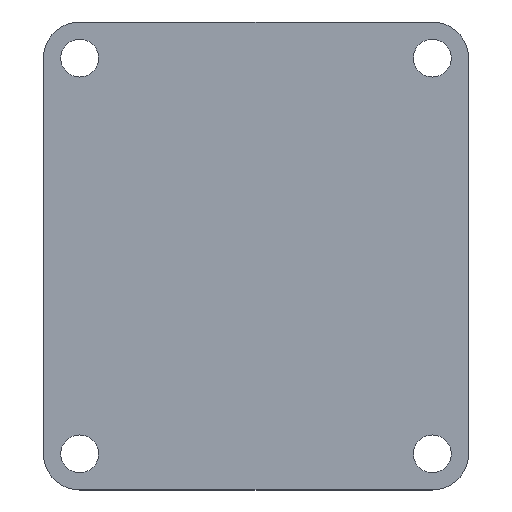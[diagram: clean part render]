
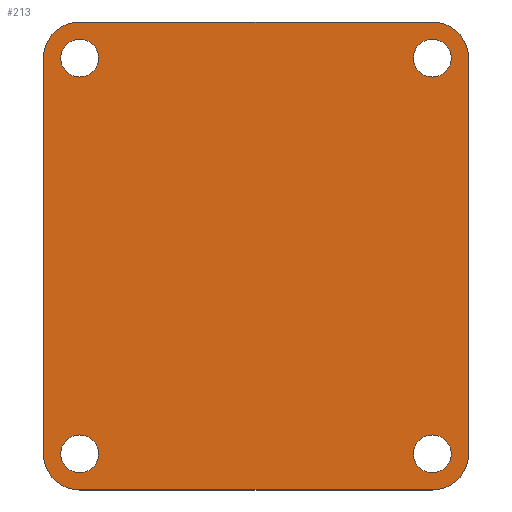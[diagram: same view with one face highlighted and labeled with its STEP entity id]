
A CAD part, top view. The second image highlights one B-rep face of the part: STEP entity #213.
In plain terms, the highlighted planar face has unit normal (0, 0, 1).
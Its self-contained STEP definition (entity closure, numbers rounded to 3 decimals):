
#32=CARTESIAN_POINT('',(-10.1,44.304,17.2));
#33=VERTEX_POINT('',#32);
#34=CARTESIAN_POINT('',(10.4,44.304,17.2));
#35=VERTEX_POINT('',#34);
#36=CARTESIAN_POINT('',(-10.1,44.304,17.2));
#37=DIRECTION('',(1.,0.,-0.));
#38=VECTOR('',#37,20.5);
#39=LINE('',#36,#38);
#40=EDGE_CURVE('',#33,#35,#39,.T.);
#67=CARTESIAN_POINT('',(0.15,32.5,17.2));
#68=DIRECTION('',(0.,0.,1.));
#69=DIRECTION('',(1.,0.,0.));
#70=AXIS2_PLACEMENT_3D('',#67,#68,#69);
#71=PLANE('',#70);
#72=CARTESIAN_POINT('',(9.3,42.204,17.2));
#73=VERTEX_POINT('',#72);
#74=CARTESIAN_POINT('',(11.5,42.204,17.2));
#75=VERTEX_POINT('',#74);
#76=CARTESIAN_POINT('',(10.4,42.204,17.2));
#77=DIRECTION('',(0.,0.,1.));
#78=DIRECTION('',(1.,0.,-0.));
#79=AXIS2_PLACEMENT_3D('',#76,#77,#78);
#80=CIRCLE('',#79,1.1);
#81=EDGE_CURVE('',#73,#75,#80,.T.);
#82=ORIENTED_EDGE('',*,*,#81,.F.);
#83=CARTESIAN_POINT('',(10.4,42.204,17.2));
#84=DIRECTION('',(0.,0.,1.));
#85=DIRECTION('',(1.,0.,-0.));
#86=AXIS2_PLACEMENT_3D('',#83,#84,#85);
#87=CIRCLE('',#86,1.1);
#88=EDGE_CURVE('',#75,#73,#87,.T.);
#89=ORIENTED_EDGE('',*,*,#88,.F.);
#90=EDGE_LOOP('',(#82,#89));
#91=FACE_BOUND('',#90,.T.);
#92=CARTESIAN_POINT('',(9.3,19.204,17.2));
#93=VERTEX_POINT('',#92);
#94=CARTESIAN_POINT('',(11.5,19.204,17.2));
#95=VERTEX_POINT('',#94);
#96=CARTESIAN_POINT('',(10.4,19.204,17.2));
#97=DIRECTION('',(0.,0.,1.));
#98=DIRECTION('',(1.,0.,-0.));
#99=AXIS2_PLACEMENT_3D('',#96,#97,#98);
#100=CIRCLE('',#99,1.1);
#101=EDGE_CURVE('',#93,#95,#100,.T.);
#102=ORIENTED_EDGE('',*,*,#101,.F.);
#103=CARTESIAN_POINT('',(10.4,19.204,17.2));
#104=DIRECTION('',(0.,0.,1.));
#105=DIRECTION('',(1.,0.,-0.));
#106=AXIS2_PLACEMENT_3D('',#103,#104,#105);
#107=CIRCLE('',#106,1.1);
#108=EDGE_CURVE('',#95,#93,#107,.T.);
#109=ORIENTED_EDGE('',*,*,#108,.F.);
#110=EDGE_LOOP('',(#102,#109));
#111=FACE_BOUND('',#110,.T.);
#112=CARTESIAN_POINT('',(-11.2,42.204,17.2));
#113=VERTEX_POINT('',#112);
#114=CARTESIAN_POINT('',(-9.,42.204,17.2));
#115=VERTEX_POINT('',#114);
#116=CARTESIAN_POINT('',(-10.1,42.204,17.2));
#117=DIRECTION('',(0.,0.,1.));
#118=DIRECTION('',(1.,0.,-0.));
#119=AXIS2_PLACEMENT_3D('',#116,#117,#118);
#120=CIRCLE('',#119,1.1);
#121=EDGE_CURVE('',#113,#115,#120,.T.);
#122=ORIENTED_EDGE('',*,*,#121,.F.);
#123=CARTESIAN_POINT('',(-10.1,42.204,17.2));
#124=DIRECTION('',(0.,0.,1.));
#125=DIRECTION('',(1.,0.,-0.));
#126=AXIS2_PLACEMENT_3D('',#123,#124,#125);
#127=CIRCLE('',#126,1.1);
#128=EDGE_CURVE('',#115,#113,#127,.T.);
#129=ORIENTED_EDGE('',*,*,#128,.F.);
#130=EDGE_LOOP('',(#122,#129));
#131=FACE_BOUND('',#130,.T.);
#132=CARTESIAN_POINT('',(-11.2,19.204,17.2));
#133=VERTEX_POINT('',#132);
#134=CARTESIAN_POINT('',(-9.,19.204,17.2));
#135=VERTEX_POINT('',#134);
#136=CARTESIAN_POINT('',(-10.1,19.204,17.2));
#137=DIRECTION('',(0.,0.,1.));
#138=DIRECTION('',(1.,0.,-0.));
#139=AXIS2_PLACEMENT_3D('',#136,#137,#138);
#140=CIRCLE('',#139,1.1);
#141=EDGE_CURVE('',#133,#135,#140,.T.);
#142=ORIENTED_EDGE('',*,*,#141,.F.);
#143=CARTESIAN_POINT('',(-10.1,19.204,17.2));
#144=DIRECTION('',(0.,0.,1.));
#145=DIRECTION('',(1.,0.,-0.));
#146=AXIS2_PLACEMENT_3D('',#143,#144,#145);
#147=CIRCLE('',#146,1.1);
#148=EDGE_CURVE('',#135,#133,#147,.T.);
#149=ORIENTED_EDGE('',*,*,#148,.F.);
#150=EDGE_LOOP('',(#142,#149));
#151=FACE_BOUND('',#150,.T.);
#152=CARTESIAN_POINT('',(-12.2,19.204,17.2));
#153=VERTEX_POINT('',#152);
#154=CARTESIAN_POINT('',(-12.2,42.204,17.2));
#155=VERTEX_POINT('',#154);
#156=CARTESIAN_POINT('',(-12.2,19.204,17.2));
#157=DIRECTION('',(0.,1.,0.));
#158=VECTOR('',#157,23.);
#159=LINE('',#156,#158);
#160=EDGE_CURVE('',#153,#155,#159,.T.);
#161=ORIENTED_EDGE('',*,*,#160,.F.);
#162=CARTESIAN_POINT('',(-10.1,17.104,17.2));
#163=VERTEX_POINT('',#162);
#164=CARTESIAN_POINT('',(-10.1,19.204,17.2));
#165=DIRECTION('',(0.,0.,1.));
#166=DIRECTION('',(1.,0.,-0.));
#167=AXIS2_PLACEMENT_3D('',#164,#165,#166);
#168=CIRCLE('',#167,2.1);
#169=EDGE_CURVE('',#153,#163,#168,.T.);
#170=ORIENTED_EDGE('',*,*,#169,.T.);
#171=CARTESIAN_POINT('',(10.4,17.104,17.2));
#172=VERTEX_POINT('',#171);
#173=CARTESIAN_POINT('',(10.4,17.104,17.2));
#174=DIRECTION('',(-1.,0.,0.));
#175=VECTOR('',#174,20.5);
#176=LINE('',#173,#175);
#177=EDGE_CURVE('',#172,#163,#176,.T.);
#178=ORIENTED_EDGE('',*,*,#177,.F.);
#179=CARTESIAN_POINT('',(12.5,19.204,17.2));
#180=VERTEX_POINT('',#179);
#181=CARTESIAN_POINT('',(10.4,19.204,17.2));
#182=DIRECTION('',(0.,0.,1.));
#183=DIRECTION('',(1.,0.,-0.));
#184=AXIS2_PLACEMENT_3D('',#181,#182,#183);
#185=CIRCLE('',#184,2.1);
#186=EDGE_CURVE('',#172,#180,#185,.T.);
#187=ORIENTED_EDGE('',*,*,#186,.T.);
#188=CARTESIAN_POINT('',(12.5,42.204,17.2));
#189=VERTEX_POINT('',#188);
#190=CARTESIAN_POINT('',(12.5,42.204,17.2));
#191=DIRECTION('',(0.,-1.,0.));
#192=VECTOR('',#191,23.);
#193=LINE('',#190,#192);
#194=EDGE_CURVE('',#189,#180,#193,.T.);
#195=ORIENTED_EDGE('',*,*,#194,.F.);
#196=CARTESIAN_POINT('',(10.4,42.204,17.2));
#197=DIRECTION('',(0.,0.,1.));
#198=DIRECTION('',(1.,0.,-0.));
#199=AXIS2_PLACEMENT_3D('',#196,#197,#198);
#200=CIRCLE('',#199,2.1);
#201=EDGE_CURVE('',#189,#35,#200,.T.);
#202=ORIENTED_EDGE('',*,*,#201,.T.);
#203=ORIENTED_EDGE('',*,*,#40,.F.);
#204=CARTESIAN_POINT('',(-10.1,42.204,17.2));
#205=DIRECTION('',(0.,0.,1.));
#206=DIRECTION('',(1.,0.,-0.));
#207=AXIS2_PLACEMENT_3D('',#204,#205,#206);
#208=CIRCLE('',#207,2.1);
#209=EDGE_CURVE('',#33,#155,#208,.T.);
#210=ORIENTED_EDGE('',*,*,#209,.T.);
#211=EDGE_LOOP('',(#161,#170,#178,#187,#195,#202,#203,#210));
#212=FACE_BOUND('',#211,.T.);
#213=ADVANCED_FACE('',(#91,#111,#131,#151,#212),#71,.T.);
